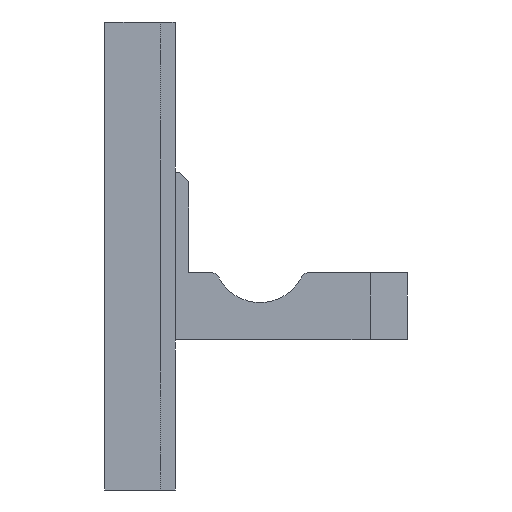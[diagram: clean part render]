
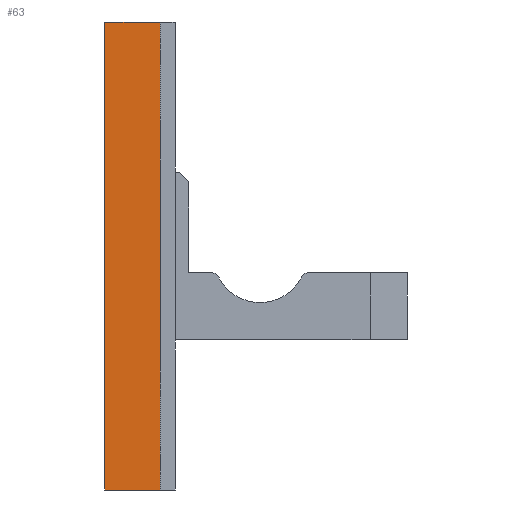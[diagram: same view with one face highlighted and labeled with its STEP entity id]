
A CAD part, left-side view. The second image highlights one B-rep face of the part: STEP entity #63.
In plain terms, the highlighted planar face has unit normal (-1, 0, 0).
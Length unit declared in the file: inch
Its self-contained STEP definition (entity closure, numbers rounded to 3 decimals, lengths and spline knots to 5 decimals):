
#27 = PLANE ( 'NONE',  #1000 ) ;
#63 = ADVANCED_FACE ( 'NONE', ( #824 ), #27, .T. ) ;
#128 = CARTESIAN_POINT ( 'NONE',  ( -0.63, -0.15, 0.63 ) ) ;
#149 = EDGE_LOOP ( 'NONE', ( #1270, #1977, #2140, #1418 ) ) ;
#217 = LINE ( 'NONE', #1955, #1526 ) ;
#438 = DIRECTION ( 'NONE',  ( 0., 0., -1. ) ) ;
#534 = CARTESIAN_POINT ( 'NONE',  ( -0.63, 0., -0.63 ) ) ;
#650 = VECTOR ( 'NONE', #1075, 39.37008 ) ;
#658 = DIRECTION ( 'NONE',  ( -1., 0., 0. ) ) ;
#682 = CARTESIAN_POINT ( 'NONE',  ( -0.63, 0., -0.63 ) ) ;
#725 = CARTESIAN_POINT ( 'NONE',  ( -0.63, 0., -0.63 ) ) ;
#824 = FACE_OUTER_BOUND ( 'NONE', #149, .T. ) ;
#910 = VECTOR ( 'NONE', #1402, 39.37008 ) ;
#1000 = AXIS2_PLACEMENT_3D ( 'NONE', #1709, #658, #438 ) ;
#1075 = DIRECTION ( 'NONE',  ( 0., -1., 0. ) ) ;
#1091 = LINE ( 'NONE', #1326, #650 ) ;
#1096 = CARTESIAN_POINT ( 'NONE',  ( -0.63, -0.15, -0.63 ) ) ;
#1269 = VERTEX_POINT ( 'NONE', #1096 ) ;
#1270 = ORIENTED_EDGE ( 'NONE', *, *, #1291, .F. ) ;
#1291 = EDGE_CURVE ( 'NONE', #2205, #1858, #1855, .T. ) ;
#1326 = CARTESIAN_POINT ( 'NONE',  ( -0.63, 0., 0.63 ) ) ;
#1402 = DIRECTION ( 'NONE',  ( 0., 0., 1. ) ) ;
#1418 = ORIENTED_EDGE ( 'NONE', *, *, #2175, .F. ) ;
#1526 = VECTOR ( 'NONE', #2647, 39.37008 ) ;
#1627 = LINE ( 'NONE', #534, #2555 ) ;
#1709 = CARTESIAN_POINT ( 'NONE',  ( -0.63, 0., 0.63 ) ) ;
#1757 = CARTESIAN_POINT ( 'NONE',  ( -0.63, 0., 0.63 ) ) ;
#1812 = EDGE_CURVE ( 'NONE', #2205, #1269, #1627, .T. ) ;
#1855 = LINE ( 'NONE', #725, #910 ) ;
#1856 = DIRECTION ( 'NONE',  ( 0., -1., 0. ) ) ;
#1858 = VERTEX_POINT ( 'NONE', #1757 ) ;
#1955 = CARTESIAN_POINT ( 'NONE',  ( -0.63, -0.15, -0.63 ) ) ;
#1977 = ORIENTED_EDGE ( 'NONE', *, *, #1812, .T. ) ;
#1996 = VERTEX_POINT ( 'NONE', #128 ) ;
#2140 = ORIENTED_EDGE ( 'NONE', *, *, #2556, .F. ) ;
#2175 = EDGE_CURVE ( 'NONE', #1858, #1996, #1091, .T. ) ;
#2205 = VERTEX_POINT ( 'NONE', #682 ) ;
#2555 = VECTOR ( 'NONE', #1856, 39.37008 ) ;
#2556 = EDGE_CURVE ( 'NONE', #1996, #1269, #217, .T. ) ;
#2647 = DIRECTION ( 'NONE',  ( 0., 0., -1. ) ) ;
